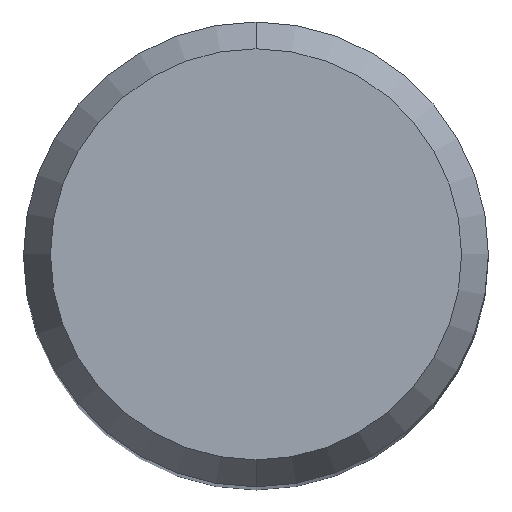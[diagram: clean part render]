
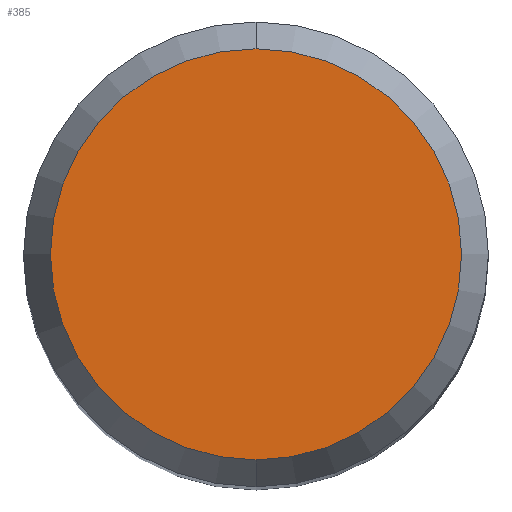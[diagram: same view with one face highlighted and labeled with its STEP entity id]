
A CAD part, top view. The second image highlights one B-rep face of the part: STEP entity #385.
In plain terms, the highlighted planar face has unit normal (0, 0, 1).
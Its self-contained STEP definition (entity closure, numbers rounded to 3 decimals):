
#269=EDGE_CURVE('',#505,#287,#635,.T.);
#287=VERTEX_POINT('',#657);
#385=ADVANCED_FACE('',(#764),#765,.T.);
#393=EDGE_CURVE('',#287,#505,#774,.T.);
#505=VERTEX_POINT('',#898);
#635=CIRCLE('',#1114,4.423);
#657=CARTESIAN_POINT('',(0.,-4.423,0.0));
#764=FACE_OUTER_BOUND('',#1357,.T.);
#765=PLANE('',#1358);
#774=CIRCLE('',#1370,4.423);
#898=CARTESIAN_POINT('',(0.0,4.423,0.0));
#1114=AXIS2_PLACEMENT_3D('',#1767,#1768,#1769);
#1357=EDGE_LOOP('',(#1931,#1932));
#1358=AXIS2_PLACEMENT_3D('',#1933,#1934,#1935);
#1370=AXIS2_PLACEMENT_3D('',#1945,#1946,#1947);
#1767=CARTESIAN_POINT('',(0.0,0.0,0.0));
#1768=DIRECTION('',(0.0,0.0,-1.0));
#1769=DIRECTION('',(0.0,1.0,0.0));
#1931=ORIENTED_EDGE('',*,*,#269,.F.);
#1932=ORIENTED_EDGE('',*,*,#393,.F.);
#1933=CARTESIAN_POINT('',(0.0,2.211,0.0));
#1934=DIRECTION('',(-0.0,0.0,1.0));
#1935=DIRECTION('',(0.0,-1.0,0.0));
#1945=CARTESIAN_POINT('',(0.0,0.0,0.0));
#1946=DIRECTION('',(0.0,0.0,-1.0));
#1947=DIRECTION('',(0.0,1.0,0.0));
